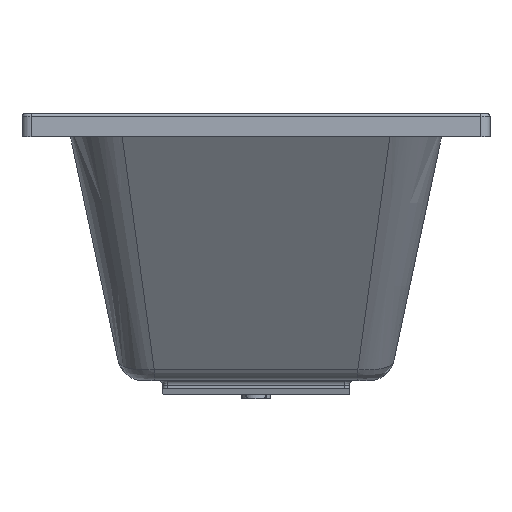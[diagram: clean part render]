
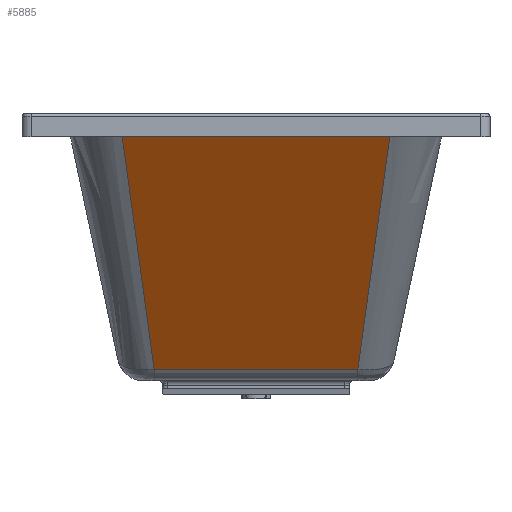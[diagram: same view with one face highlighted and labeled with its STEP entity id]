
A CAD part, left-side view. The second image highlights one B-rep face of the part: STEP entity #5885.
In plain terms, the highlighted planar face has unit normal (-0.824, 0, -0.567).
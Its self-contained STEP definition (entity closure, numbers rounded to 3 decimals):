
#4942=CARTESIAN_POINT('',(216.604,-444.964,-383.528));
#4943=VERTEX_POINT('',#4942);
#5021=CARTESIAN_POINT('',(216.604,-140.434,-383.528));
#5022=VERTEX_POINT('',#5021);
#5032=CARTESIAN_POINT('',(216.604,-444.964,-383.528));
#5033=DIRECTION('',(0.0,1.0,0.0));
#5034=VECTOR('',#5033,304.53);
#5035=LINE('',#5032,#5034);
#5036=EDGE_CURVE('',#4943,#5022,#5035,.T.);
#5774=CARTESIAN_POINT('',(-40.581,-88.997,-9.44));
#5775=VERTEX_POINT('',#5774);
#5776=CARTESIAN_POINT('',(-40.581,-88.997,-9.44));
#5777=DIRECTION('',(0.563,-0.113,-0.819));
#5778=VECTOR('',#5777,456.872);
#5779=LINE('',#5776,#5778);
#5780=EDGE_CURVE('',#5775,#5022,#5779,.T.);
#5862=CARTESIAN_POINT('',(-47.071,-497.699,0.0));
#5863=DIRECTION('',(-0.824,0.,-0.567));
#5864=DIRECTION('',(-0.567,0.,0.824));
#5865=AXIS2_PLACEMENT_3D('',#5862,#5863,#5864);
#5866=PLANE('',#5865);
#5867=ORIENTED_EDGE('',*,*,#5036,.F.);
#5868=CARTESIAN_POINT('',(-40.581,-496.401,-9.44));
#5869=VERTEX_POINT('',#5868);
#5870=CARTESIAN_POINT('',(-40.581,-496.401,-9.44));
#5871=DIRECTION('',(0.563,0.113,-0.819));
#5872=VECTOR('',#5871,456.872);
#5873=LINE('',#5870,#5872);
#5874=EDGE_CURVE('',#5869,#4943,#5873,.T.);
#5875=ORIENTED_EDGE('',*,*,#5874,.F.);
#5876=CARTESIAN_POINT('',(-40.581,-496.401,-9.44));
#5877=DIRECTION('',(0.0,1.0,0.0));
#5878=VECTOR('',#5877,407.404);
#5879=LINE('',#5876,#5878);
#5880=EDGE_CURVE('',#5869,#5775,#5879,.T.);
#5881=ORIENTED_EDGE('',*,*,#5880,.T.);
#5882=ORIENTED_EDGE('',*,*,#5780,.T.);
#5883=EDGE_LOOP('',(#5867,#5875,#5881,#5882));
#5884=FACE_OUTER_BOUND('',#5883,.T.);
#5885=ADVANCED_FACE('',(#5884),#5866,.T.);
